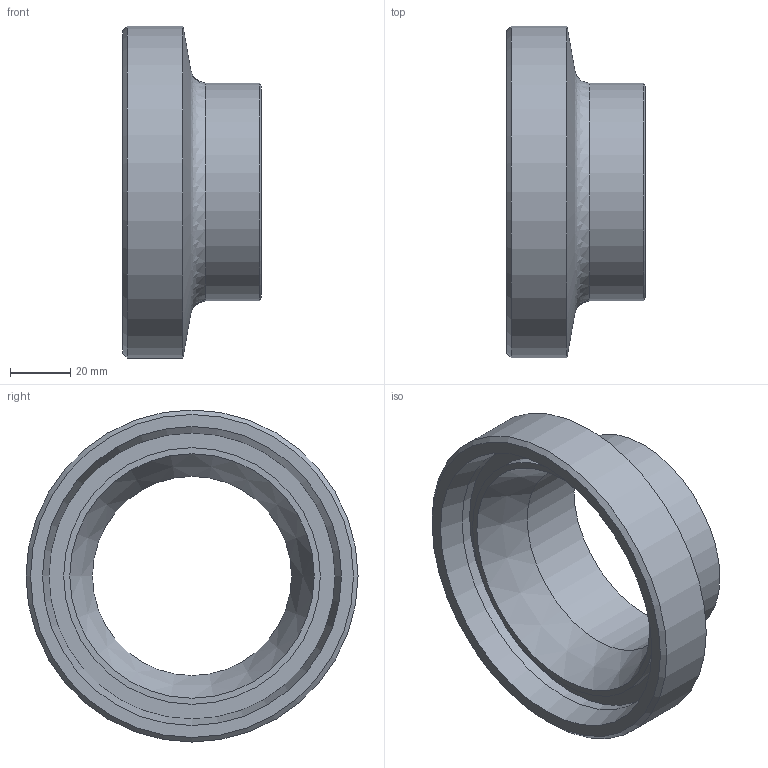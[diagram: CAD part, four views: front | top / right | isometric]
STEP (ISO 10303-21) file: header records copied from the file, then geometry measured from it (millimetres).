
FILE_DESCRIPTION((''),'2;1');
FILE_NAME('12602080X065.stp','2010-08-05T13:08:57',('thilbrands'),(''),'Autodesk Inventor 2008','Autodesk Inventor 2008','');
FILE_SCHEMA(('AUTOMOTIVE_DESIGN { 1 0 10303 214 1 1 1 1 }'));
Length unit declared in the file: millimetre
Products named in the file (1): 126020201015
Bounding box: 46 x 110 x 110 mm (x, y, z)
Volume: 97387.7 mm3; surface area: 34327.8 mm2
Topology: 1 solids, 1 shells, 15 faces, 26 edges, 15 vertices
Faces by surface type: cone 5, cylinder 5, plane 4, bspline 1
Full cylindrical faces by diameter (mm): 66 x1, 72 x1, 85 x1, 94.8 x1, 110 x1
Entity records: 374 total; most frequent: CARTESIAN_POINT 90, DIRECTION 60, AXIS2_PLACEMENT_3D 30, ORIENTED_EDGE 30, EDGE_LOOP 30, VERTEX_POINT 15, CIRCLE 15, EDGE_CURVE 15
